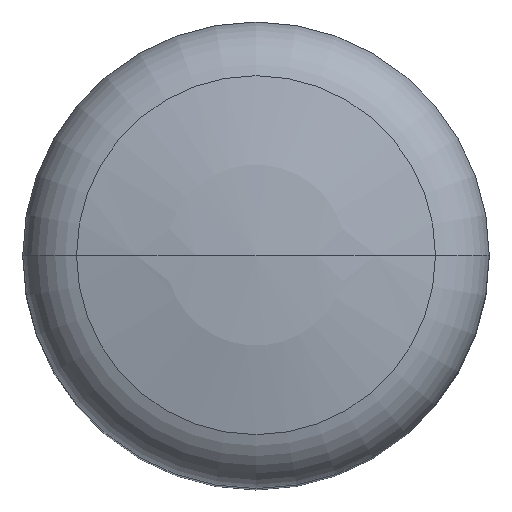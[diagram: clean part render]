
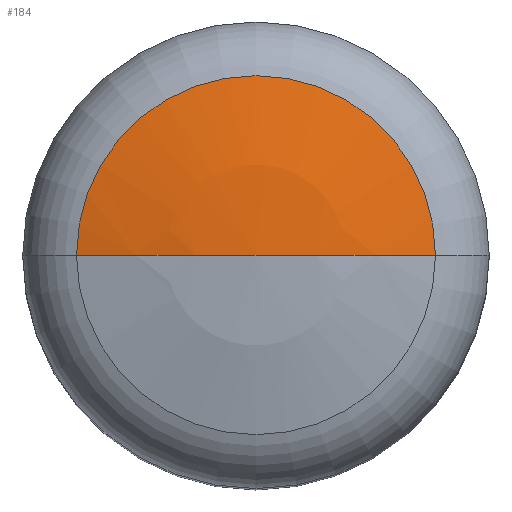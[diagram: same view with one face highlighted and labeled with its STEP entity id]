
A CAD part, top view. The second image highlights one B-rep face of the part: STEP entity #184.
In plain terms, the highlighted spherical face has radius 40 mm.
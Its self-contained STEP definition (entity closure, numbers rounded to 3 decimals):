
#184=ADVANCED_FACE('',(#460),#461,.T.);
#238=EDGE_CURVE('',#268,#250,#523,.T.);
#250=VERTEX_POINT('',#536);
#268=VERTEX_POINT('',#555);
#308=VERTEX_POINT('',#597);
#372=EDGE_CURVE('',#250,#308,#670,.T.);
#390=EDGE_CURVE('',#308,#268,#689,.T.);
#460=FACE_OUTER_BOUND('',#756,.T.);
#461=SPHERICAL_SURFACE('',#757,40.);
#523=CIRCLE('',#847,40.);
#536=CARTESIAN_POINT('',(10.,0.,81.23));
#555=CARTESIAN_POINT('',(0.,0.,82.5));
#597=CARTESIAN_POINT('',(-10.,0.,81.23));
#670=CIRCLE('',#1087,10.);
#689=CIRCLE('',#1115,40.);
#756=EDGE_LOOP('',(#1203,#1204,#1205));
#757=AXIS2_PLACEMENT_3D('',#1206,#1207,#1208);
#847=AXIS2_PLACEMENT_3D('',#1291,#1292,#1293);
#1087=AXIS2_PLACEMENT_3D('',#1443,#1444,#1445);
#1115=AXIS2_PLACEMENT_3D('',#1463,#1464,#1465);
#1203=ORIENTED_EDGE('',*,*,#390,.T.);
#1204=ORIENTED_EDGE('',*,*,#238,.T.);
#1205=ORIENTED_EDGE('',*,*,#372,.T.);
#1206=CARTESIAN_POINT('',(0.,0.,42.5));
#1207=DIRECTION('',(0.0,0.0,1.0));
#1208=DIRECTION('',(-1.0,0.,0.0));
#1291=CARTESIAN_POINT('',(0.,0.,42.5));
#1292=DIRECTION('',(0.,1.0,0.0));
#1293=DIRECTION('',(0.0,-0.0,-1.0));
#1443=CARTESIAN_POINT('',(0.0,0.,81.23));
#1444=DIRECTION('',(0.0,0.0,1.0));
#1445=DIRECTION('',(1.0,0.,0.0));
#1463=CARTESIAN_POINT('',(0.,0.,42.5));
#1464=DIRECTION('',(0.,1.0,0.0));
#1465=DIRECTION('',(0.0,-0.0,-1.0));
